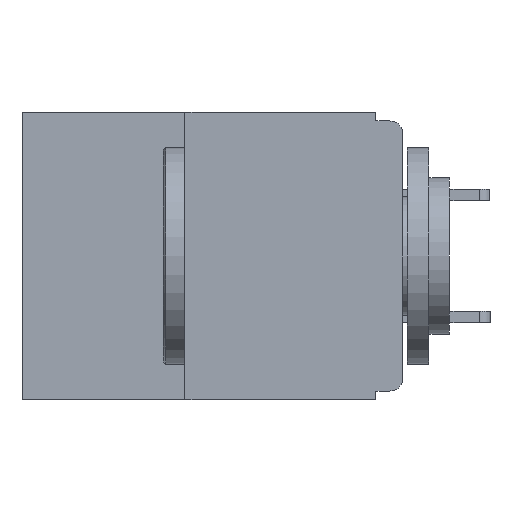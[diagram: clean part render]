
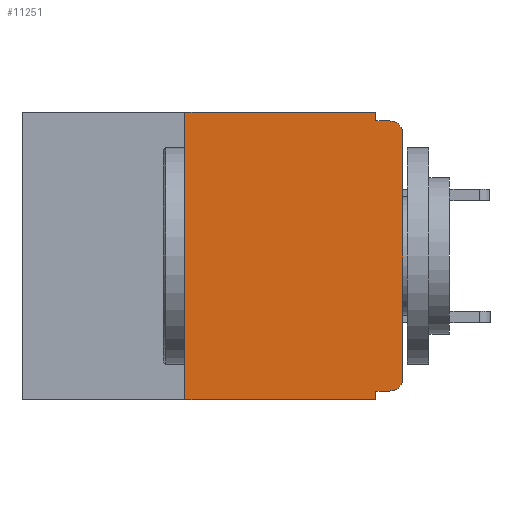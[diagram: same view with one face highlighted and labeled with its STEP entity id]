
A CAD part, left-side view. The second image highlights one B-rep face of the part: STEP entity #11251.
In plain terms, the highlighted planar face has unit normal (-1, 0, 0).
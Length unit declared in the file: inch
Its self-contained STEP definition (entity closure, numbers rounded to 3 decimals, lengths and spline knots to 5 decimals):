
#302 = VECTOR ( 'NONE', #14861, 39.37008 ) ;
#554 = ORIENTED_EDGE ( 'NONE', *, *, #22163, .T. ) ;
#919 = EDGE_CURVE ( 'NONE', #23637, #10737, #22503, .T. ) ;
#1972 = CARTESIAN_POINT ( 'NONE',  ( 0., 0.437, 0. ) ) ;
#2167 = DIRECTION ( 'NONE',  ( 0., -1., 0. ) ) ;
#2297 = DIRECTION ( 'NONE',  ( 0., 0., -1. ) ) ;
#2707 = ORIENTED_EDGE ( 'NONE', *, *, #5526, .F. ) ;
#2740 = ORIENTED_EDGE ( 'NONE', *, *, #19480, .F. ) ;
#2794 = EDGE_LOOP ( 'NONE', ( #17523, #554, #2707, #2740, #2842, #3005, #3303, #4131, #5885, #5962 ) ) ;
#2842 = ORIENTED_EDGE ( 'NONE', *, *, #919, .F. ) ;
#3005 = ORIENTED_EDGE ( 'NONE', *, *, #18048, .F. ) ;
#3303 = ORIENTED_EDGE ( 'NONE', *, *, #16598, .T. ) ;
#3925 = VECTOR ( 'NONE', #2167, 39.37008 ) ;
#3980 = LINE ( 'NONE', #9507, #26345 ) ;
#4131 = ORIENTED_EDGE ( 'NONE', *, *, #15128, .F. ) ;
#4718 = DIRECTION ( 'NONE',  ( 0., 0., 1. ) ) ;
#5284 = DIRECTION ( 'NONE',  ( -1., 0., 0. ) ) ;
#5526 = EDGE_CURVE ( 'NONE', #20856, #8917, #9829, .T. ) ;
#5885 = ORIENTED_EDGE ( 'NONE', *, *, #24956, .F. ) ;
#5962 = ORIENTED_EDGE ( 'NONE', *, *, #19316, .T. ) ;
#6461 = VECTOR ( 'NONE', #4718, 39.37008 ) ;
#6804 = DIRECTION ( 'NONE',  ( 0., -1., 0. ) ) ;
#7171 = LINE ( 'NONE', #26373, #6461 ) ;
#7681 = CIRCLE ( 'NONE', #16764, 0.015 ) ;
#7996 = AXIS2_PLACEMENT_3D ( 'NONE', #16445, #12136, #27056 ) ;
#8467 = VECTOR ( 'NONE', #2297, 39.37008 ) ;
#8686 = LINE ( 'NONE', #12865, #25217 ) ;
#8917 = VERTEX_POINT ( 'NONE', #16680 ) ;
#9088 = LINE ( 'NONE', #10531, #13605 ) ;
#9314 = FACE_OUTER_BOUND ( 'NONE', #2794, .T. ) ;
#9507 = CARTESIAN_POINT ( 'NONE',  ( 0., 0.437, -0.33 ) ) ;
#9829 = LINE ( 'NONE', #11061, #3925 ) ;
#9904 = PLANE ( 'NONE',  #7996 ) ;
#10170 = CARTESIAN_POINT ( 'NONE',  ( 0., 0.015, -0.305 ) ) ;
#10531 = CARTESIAN_POINT ( 'NONE',  ( 0., 0., -0.32 ) ) ;
#10545 = CARTESIAN_POINT ( 'NONE',  ( 0., 0.25, 0. ) ) ;
#10737 = VERTEX_POINT ( 'NONE', #27455 ) ;
#11061 = CARTESIAN_POINT ( 'NONE',  ( 0., 0., -0.01 ) ) ;
#11251 = ADVANCED_FACE ( 'NONE', ( #9314 ), #9904, .F. ) ;
#11283 = CARTESIAN_POINT ( 'NONE',  ( 0., 0.031, -0.33 ) ) ;
#12136 = DIRECTION ( 'NONE',  ( 1., 0., 0. ) ) ;
#12385 = DIRECTION ( 'NONE',  ( 0., 0., -1. ) ) ;
#12432 = CARTESIAN_POINT ( 'NONE',  ( 0., 0.25, -0.33 ) ) ;
#12586 = VERTEX_POINT ( 'NONE', #27918 ) ;
#12733 = DIRECTION ( 'NONE',  ( 0., 1., 0. ) ) ;
#12865 = CARTESIAN_POINT ( 'NONE',  ( 0., 0.031, 0. ) ) ;
#13170 = AXIS2_PLACEMENT_3D ( 'NONE', #18448, #5284, #20569 ) ;
#13605 = VECTOR ( 'NONE', #12733, 39.37008 ) ;
#14769 = CARTESIAN_POINT ( 'NONE',  ( 0., 0.25, -0.33 ) ) ;
#14861 = DIRECTION ( 'NONE',  ( 0., 0., 1. ) ) ;
#15128 = EDGE_CURVE ( 'NONE', #12586, #26926, #24331, .T. ) ;
#15879 = EDGE_CURVE ( 'NONE', #24589, #18811, #7171, .T. ) ;
#16445 = CARTESIAN_POINT ( 'NONE',  ( 0., 0.437, 0. ) ) ;
#16598 = EDGE_CURVE ( 'NONE', #22317, #26926, #3980, .T. ) ;
#16680 = CARTESIAN_POINT ( 'NONE',  ( 0., 0.015, -0.01 ) ) ;
#16764 = AXIS2_PLACEMENT_3D ( 'NONE', #10170, #25223, #12385 ) ;
#17523 = ORIENTED_EDGE ( 'NONE', *, *, #15879, .T. ) ;
#17677 = VERTEX_POINT ( 'NONE', #23816 ) ;
#17825 = CARTESIAN_POINT ( 'NONE',  ( 0., 0., -0.305 ) ) ;
#18036 = LINE ( 'NONE', #14769, #302 ) ;
#18048 = EDGE_CURVE ( 'NONE', #22317, #23637, #18036, .T. ) ;
#18255 = DIRECTION ( 'NONE',  ( 0., -1., 0. ) ) ;
#18448 = CARTESIAN_POINT ( 'NONE',  ( 0., 0.015, -0.025 ) ) ;
#18811 = VERTEX_POINT ( 'NONE', #25703 ) ;
#19316 = EDGE_CURVE ( 'NONE', #17677, #24589, #7681, .T. ) ;
#19480 = EDGE_CURVE ( 'NONE', #10737, #20856, #8686, .T. ) ;
#20160 = CARTESIAN_POINT ( 'NONE',  ( 0., 0.031, -0.01 ) ) ;
#20569 = DIRECTION ( 'NONE',  ( 0., 0., -1. ) ) ;
#20806 = CIRCLE ( 'NONE', #13170, 0.015 ) ;
#20856 = VERTEX_POINT ( 'NONE', #20160 ) ;
#21140 = VECTOR ( 'NONE', #6804, 39.37008 ) ;
#21538 = DIRECTION ( 'NONE',  ( 0., 0., -1. ) ) ;
#22163 = EDGE_CURVE ( 'NONE', #18811, #8917, #20806, .T. ) ;
#22317 = VERTEX_POINT ( 'NONE', #12432 ) ;
#22503 = LINE ( 'NONE', #1972, #21140 ) ;
#23637 = VERTEX_POINT ( 'NONE', #10545 ) ;
#23816 = CARTESIAN_POINT ( 'NONE',  ( 0., 0.015, -0.32 ) ) ;
#24331 = LINE ( 'NONE', #11283, #8467 ) ;
#24589 = VERTEX_POINT ( 'NONE', #17825 ) ;
#24956 = EDGE_CURVE ( 'NONE', #17677, #12586, #9088, .T. ) ;
#25217 = VECTOR ( 'NONE', #21538, 39.37008 ) ;
#25223 = DIRECTION ( 'NONE',  ( -1., 0., 0. ) ) ;
#25703 = CARTESIAN_POINT ( 'NONE',  ( 0., 0., -0.025 ) ) ;
#26345 = VECTOR ( 'NONE', #18255, 39.37008 ) ;
#26373 = CARTESIAN_POINT ( 'NONE',  ( 0., 0., 0. ) ) ;
#26926 = VERTEX_POINT ( 'NONE', #27245 ) ;
#27056 = DIRECTION ( 'NONE',  ( 0., 0., -1. ) ) ;
#27245 = CARTESIAN_POINT ( 'NONE',  ( 0., 0.031, -0.33 ) ) ;
#27455 = CARTESIAN_POINT ( 'NONE',  ( 0., 0.031, 0. ) ) ;
#27918 = CARTESIAN_POINT ( 'NONE',  ( 0., 0.031, -0.32 ) ) ;
